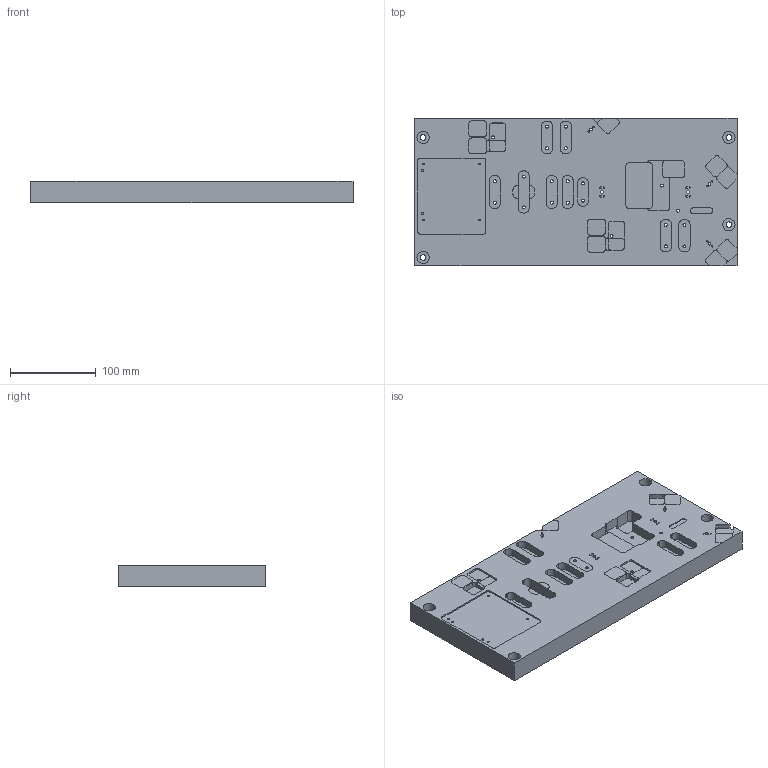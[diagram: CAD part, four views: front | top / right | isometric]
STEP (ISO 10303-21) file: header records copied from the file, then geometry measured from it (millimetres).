
FILE_DESCRIPTION(('FreeCAD Model'),'2;1');
FILE_NAME('Open CASCADE Shape Model','2025-06-16T13:47:42',(''),(''), 'Open CASCADE STEP processor 7.8','FreeCAD','Unknown');
FILE_SCHEMA(('AUTOMOTIVE_DESIGN { 1 0 10303 214 1 1 1 1 }'));
Length unit declared in the file: millimetre
Products named in the file (1): Baseplate
Bounding box: 374.65 x 171.45 x 25.4 mm (x, y, z)
Surface area: 177947.4 mm2 (no closed solid volume)
Topology: 0 solids, 1 shells, 297 faces, 831 edges, 566 vertices
Faces by surface type: plane 153, cylinder 140, bspline 4
Full cylindrical faces by diameter (mm): 1.6 x6, 2.05 x4, 2.464 x2, 3.454 x27, 6.604 x4, 14.287 x4
Entity records: 10069 total; most frequent: CARTESIAN_POINT 1929, DIRECTION 1725, ORIENTED_EDGE 1654, EDGE_CURVE 831, AXIS2_PLACEMENT_3D 608, VERTEX_POINT 568, LINE 509, VECTOR 509
